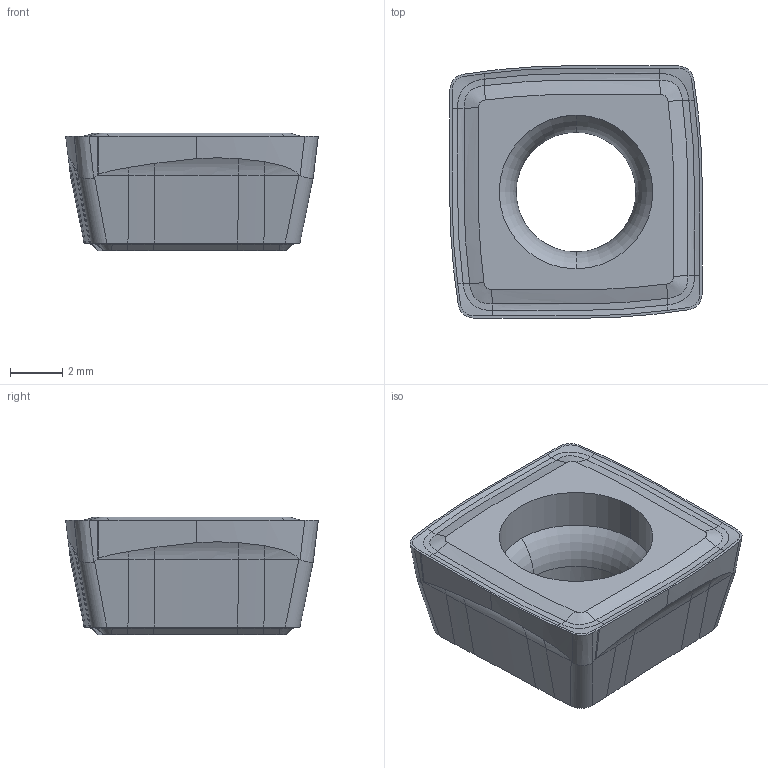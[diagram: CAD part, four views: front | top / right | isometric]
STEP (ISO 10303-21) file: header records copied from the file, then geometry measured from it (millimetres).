
FILE_DESCRIPTION((''),'2;1');
FILE_NAME('SOMX094406-UH','2023-06-21T14:49:52',('tlyae014'),('PTC Japan'),'CREO PARAMETRIC BY PTC INC, 2021424','CREO PARAMETRIC BY PTC INC, 2021424','');
FILE_SCHEMA(('AUTOMOTIVE_DESIGN { 1 0 10303 214 1 1 1 1 }'));
Length unit declared in the file: millimetre
Products named in the file (1): SOMX094406-UH
Bounding box: 9.7 x 9.7 x 4.52 mm (x, y, z)
Volume: 245.9 mm3; surface area: 335 mm2
Topology: 1 solids, 1 shells, 150 faces, 408 edges, 262 vertices
Faces by surface type: cone 32, torus 30, plane 28, cylinder 28, bspline 28, extrusion 4
Entity records: 9119 total; most frequent: CARTESIAN_POINT 4230, ORIENTED_EDGE 776, DIRECTION 686, PRESENTATION_STYLE_ASSIGNMENT 411, STYLED_ITEM 411, CURVE_STYLE 410, EDGE_CURVE 388, AXIS2_PLACEMENT_3D 265
